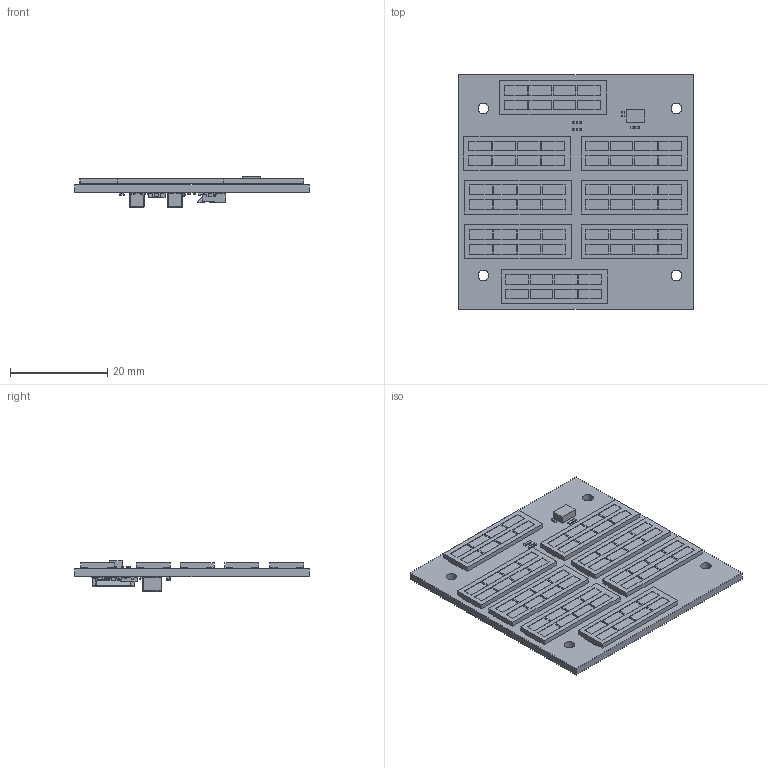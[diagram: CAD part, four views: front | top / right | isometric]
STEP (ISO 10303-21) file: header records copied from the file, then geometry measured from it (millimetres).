
FILE_DESCRIPTION(('KiCad electronic assembly'),'2;1');
FILE_NAME('SolarCellX_v3.step','2019-10-28T12:19:51',('An Author'),( 'A Company'),'Open CASCADE STEP processor 6.9', 'KiCad to STEP converter','Unknown');
FILE_SCHEMA(('AUTOMOTIVE_DESIGN { 1 0 10303 214 1 1 1 1 }'));
Length unit declared in the file: millimetre
Products named in the file (18): Open CASCADE STEP translator 6.9 1; R_0402_1005Metric; SOLID; TSL2561; COMPOUND; C_0402_1005Metric; C_0603_1608Metric; BQ25570RGRR; KXOB22-12X1F; XF2M-1015-1A; L_Wuerth_MAPI-4030
Assembly tree (55 placements, depth 3):
  Open CASCADE STEP translator 6.9 1
    R_0402_1005Metric  x19
      SOLID
    TSL2561
      COMPOUND
    C_0402_1005Metric  x10
      SOLID
    C_0603_1608Metric  x4
      SOLID
    BQ25570RGRR
      COMPOUND
    KXOB22-12X1F  x8
      SOLID
    XF2M-1015-1A
      SOLID
    L_Wuerth_MAPI-4030  x2
      SOLID
    COMPOUND
Bounding box: 48.4 x 48.4 x 6.35 mm (x, y, z)
Volume: 5100.3 mm3; surface area: 8640.7 mm2
Topology: 74 solids, 74 shells, 2007 faces, 5152 edges, 3390 vertices
Faces by surface type: plane 1629, cylinder 370, sphere 8
Full cylindrical faces by diameter (mm): 0.438 x1, 2.2 x4
Entity records: 53070 total; most frequent: CARTESIAN_POINT 8851, DIRECTION 7983, LINE 5944, VECTOR 5944, ORIENTED_EDGE 4136, PCURVE 4136, DEFINITIONAL_REPRESENTATION 4136, EDGE_CURVE 2068
